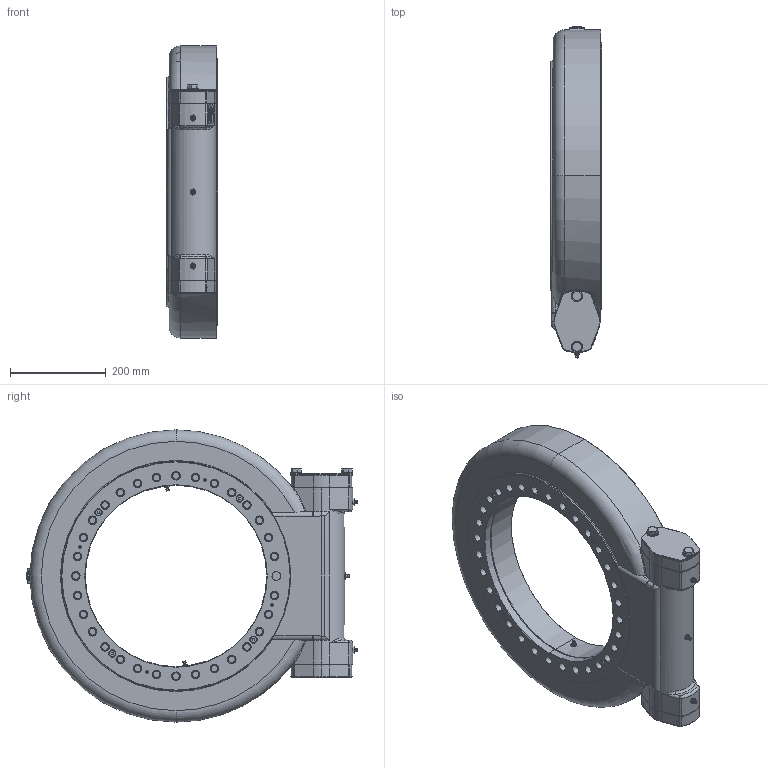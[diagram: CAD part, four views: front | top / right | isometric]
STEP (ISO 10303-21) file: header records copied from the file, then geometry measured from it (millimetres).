
FILE_DESCRIPTION (( 'STEP AP214' ), '1' );
FILE_NAME ('BE600-Z1 - SH.STEP', '2018-10-10T08:10:02', ( '' ), ( '' ), 'SwSTEP 2.0', 'SolidWorks 2016', '' );
FILE_SCHEMA (( 'AUTOMOTIVE_DESIGN' ));
Length unit declared in the file: millimetre
Products named in the file (1): BE600-Z1 - SH
Bounding box: 108 x 695 x 612 mm (x, y, z)
Surface area: 1119709.1 mm2 (no closed solid volume)
Topology: 0 solids, 44 shells, 723 faces, 3028 edges, 2301 vertices
Faces by surface type: cylinder 282, plane 197, torus 117, cone 93, bspline 30, sphere 4
Entity records: 46710 total; most frequent: CARTESIAN_POINT 14928, DIRECTION 4753, ORIENTED_EDGE 4454, EDGE_CURVE 3014, VERTEX_POINT 2301, AXIS2_PLACEMENT_3D 1894, CIRCLE 1200, EDGE_LOOP 973
